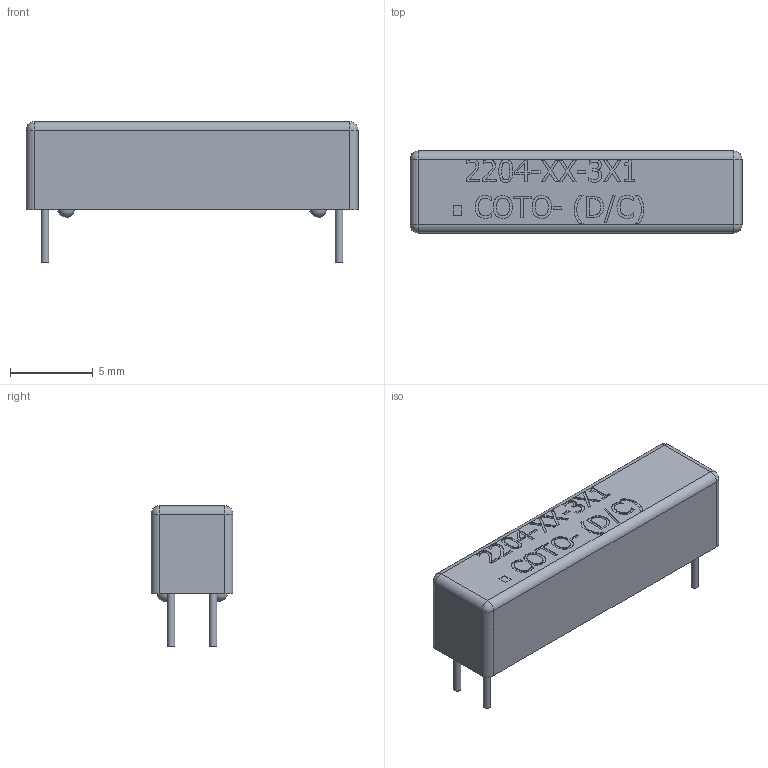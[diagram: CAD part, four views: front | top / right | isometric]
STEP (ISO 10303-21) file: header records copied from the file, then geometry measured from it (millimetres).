
FILE_DESCRIPTION((''),'2;1');
FILE_NAME('2204-XX-3X1 (A).stp','2013-06-05T11:34:37',('odafonseca'),(''),'Autodesk Inventor 2013','Autodesk Inventor 2013','');
FILE_SCHEMA(('AUTOMOTIVE_DESIGN { 1 0 10303 214 1 1 1 1 }'));
Length unit declared in the file: inch
Products named in the file (1): 2204-XX-3X1 (A)
Bounding box: 20.07 x 4.95 x 8.48 mm (x, y, z)
Volume: 524.2 mm3; surface area: 476.9 mm2
Topology: 1 solids, 1 shells, 330 faces, 884 edges, 584 vertices
Faces by surface type: plane 172, bspline 134, cylinder 16, sphere 8
Full cylindrical faces by diameter (mm): 0.457 x4
Entity records: 11154 total; most frequent: CARTESIAN_POINT 3513, ORIENTED_EDGE 1728, DIRECTION 1026, EDGE_CURVE 864, VERTEX_POINT 576, VECTOR 560, LINE 560, EDGE_LOOP 370
